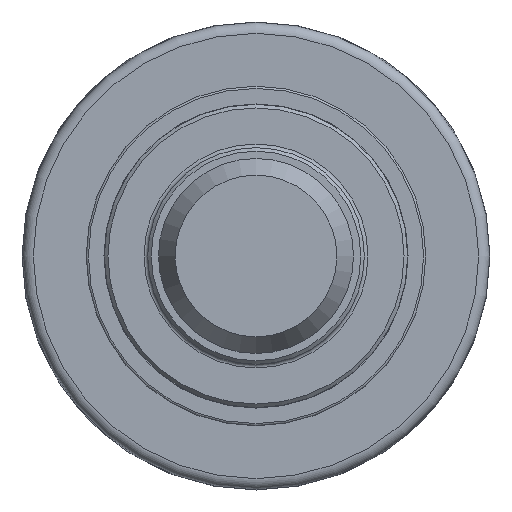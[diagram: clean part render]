
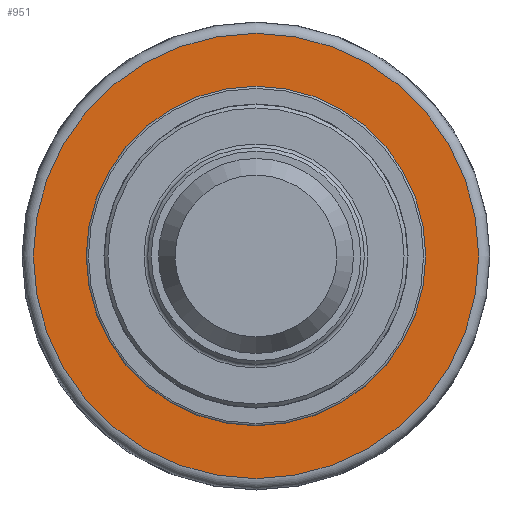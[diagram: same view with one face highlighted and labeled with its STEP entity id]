
A CAD part, left-side view. The second image highlights one B-rep face of the part: STEP entity #951.
In plain terms, the highlighted planar face has unit normal (-1, 0, 0).
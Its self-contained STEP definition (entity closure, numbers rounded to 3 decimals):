
#50=FACE_BOUND('',#220,.T.);
#83=CIRCLE('',#1050,23.5);
#84=CIRCLE('',#1051,23.5);
#89=CIRCLE('',#1058,30.828);
#90=CIRCLE('',#1059,30.828);
#160=FACE_OUTER_BOUND('',#219,.T.);
#219=EDGE_LOOP('',(#721,#722));
#220=EDGE_LOOP('',(#723,#724));
#411=VERTEX_POINT('',#1576);
#412=VERTEX_POINT('',#1578);
#417=VERTEX_POINT('',#1591);
#418=VERTEX_POINT('',#1592);
#527=EDGE_CURVE('',#412,#411,#83,.T.);
#528=EDGE_CURVE('',#411,#412,#84,.T.);
#533=EDGE_CURVE('',#417,#418,#89,.T.);
#534=EDGE_CURVE('',#418,#417,#90,.T.);
#721=ORIENTED_EDGE('',*,*,#533,.F.);
#722=ORIENTED_EDGE('',*,*,#534,.F.);
#723=ORIENTED_EDGE('',*,*,#527,.T.);
#724=ORIENTED_EDGE('',*,*,#528,.T.);
#914=PLANE('',#1057);
#951=ADVANCED_FACE('',(#160,#50),#914,.T.);
#1050=AXIS2_PLACEMENT_3D('',#1579,#1258,#1259);
#1051=AXIS2_PLACEMENT_3D('',#1580,#1260,#1261);
#1057=AXIS2_PLACEMENT_3D('',#1590,#1272,#1273);
#1058=AXIS2_PLACEMENT_3D('',#1593,#1274,#1275);
#1059=AXIS2_PLACEMENT_3D('',#1594,#1276,#1277);
#1258=DIRECTION('center_axis',(1.,0.,0.));
#1259=DIRECTION('ref_axis',(0.,-1.,0.));
#1260=DIRECTION('center_axis',(1.,0.,0.));
#1261=DIRECTION('ref_axis',(0.,-1.,0.));
#1272=DIRECTION('center_axis',(-1.,0.,0.));
#1273=DIRECTION('ref_axis',(0.,0.,-1.));
#1274=DIRECTION('center_axis',(1.,0.,0.));
#1275=DIRECTION('ref_axis',(0.,1.,0.));
#1276=DIRECTION('center_axis',(1.,0.,0.));
#1277=DIRECTION('ref_axis',(0.,1.,0.));
#1576=CARTESIAN_POINT('',(16.45,23.5,0.));
#1578=CARTESIAN_POINT('',(16.45,-23.5,0.));
#1579=CARTESIAN_POINT('Origin',(16.45,0.,0.));
#1580=CARTESIAN_POINT('Origin',(16.45,0.,0.));
#1590=CARTESIAN_POINT('Origin',(16.45,-27.9,0.));
#1591=CARTESIAN_POINT('',(16.45,-30.828,0.));
#1592=CARTESIAN_POINT('',(16.45,0.,-30.828));
#1593=CARTESIAN_POINT('Origin',(16.45,0.,0.));
#1594=CARTESIAN_POINT('Origin',(16.45,0.,0.));
